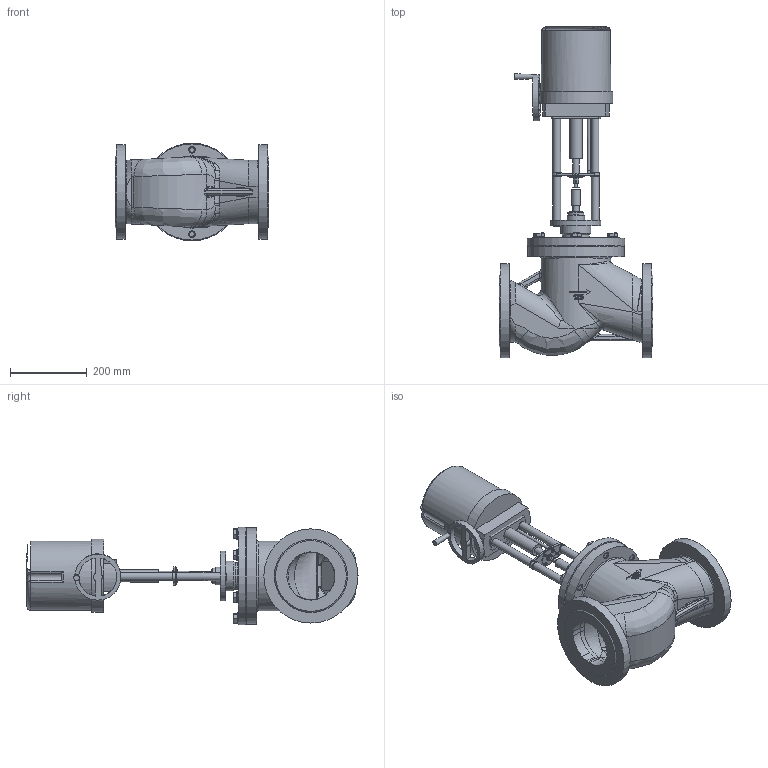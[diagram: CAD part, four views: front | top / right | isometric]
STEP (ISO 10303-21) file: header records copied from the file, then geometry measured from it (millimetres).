
FILE_DESCRIPTION(/* description */ (''),/* implementation_level */ '2;1');
FILE_NAME(/* name */ 'Р11 DN125 + ЭПА_ЭПР 210.stp',/* time_stamp */ '2024-03-17T12:10:57+03:00',/* author */ ('kostr'),/* organization */ (''),/* preprocessor_version */ 'ST-DEVELOPER v18.1',/* originating_system */ 'AutoCAD Mechanical',/* authorisation */ '');
FILE_SCHEMA (('AUTOMOTIVE_DESIGN { 1 0 10303 214 3 1 1 }'));
Length unit declared in the file: millimetre
Products named in the file (2): Product; Product$3$ATF
Assembly tree (1 placements, depth 2):
  Product
    Product$3$ATF
Bounding box: 400 x 863.77 x 254 mm (x, y, z)
Volume: 10126017.9 mm3; surface area: 1429072.3 mm2
Topology: 40 solids, 61 shells, 1042 faces, 2738 edges, 1842 vertices
Faces by surface type: plane 602, cylinder 202, bspline 142, cone 52, torus 40, sphere 4
Full cylindrical faces by diameter (mm): 5 x12, 6 x1, 8 x5, 10 x6, 16 x14, 17 x9, 18 x7, 18.5 x3, 20 x4, 21 x1, 21.793 x2, 22.71 x4, 22.911 x1, 24 x1, 28 x9, 30 x1, 31 x1, 32 x1, 33 x1, 35.081 x1, 41.56 x1, 43.5 x1, 45 x3, 48 x1, 70 x2, 78 x1, 120 x1, 125 x2, 127 x1, 130 x1
Entity records: 45599 total; most frequent: CARTESIAN_POINT 19578, ORIENTED_EDGE 5357, DIRECTION 5308, EDGE_CURVE 2725, AXIS2_PLACEMENT_3D 1889, VERTEX_POINT 1840, LINE 1530, VECTOR 1530
